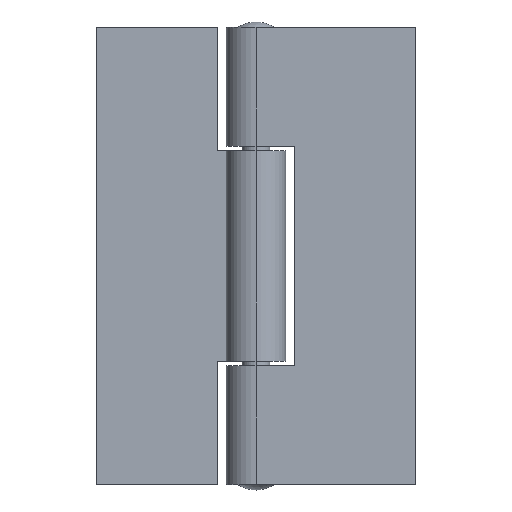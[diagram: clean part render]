
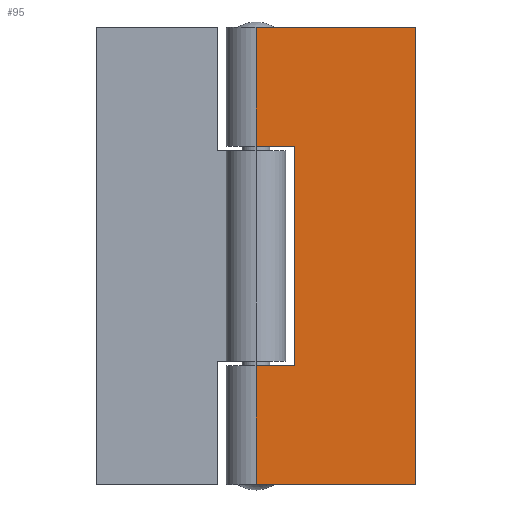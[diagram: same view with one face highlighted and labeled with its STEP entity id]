
A CAD part, top view. The second image highlights one B-rep face of the part: STEP entity #95.
In plain terms, the highlighted planar face has unit normal (0, 0, 1).
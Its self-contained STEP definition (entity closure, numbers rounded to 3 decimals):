
#56 = ORIENTED_EDGE ( 'NONE', *, *, #57, .F. ) ;
#57 = EDGE_CURVE ( 'NONE', #58, #120, #669, .T. ) ;
#58 = VERTEX_POINT ( 'NONE', #665 ) ;
#59 = ORIENTED_EDGE ( 'NONE', *, *, #60, .F. ) ;
#60 = EDGE_CURVE ( 'NONE', #61, #58, #664, .T. ) ;
#61 = VERTEX_POINT ( 'NONE', #660 ) ;
#62 = ORIENTED_EDGE ( 'NONE', *, *, #416, .F. ) ;
#73 = EDGE_CURVE ( 'NONE', #75, #109, #610, .T. ) ;
#75 = VERTEX_POINT ( 'NONE', #637 ) ;
#95 = ADVANCED_FACE ( 'NONE', ( #526 ), #525, .F. ) ;
#96 = EDGE_LOOP ( 'NONE', ( #97, #56, #59, #62, #204, #205, #402, #424 ) ) ;
#97 = ORIENTED_EDGE ( 'NONE', *, *, #122, .T. ) ;
#103 = VERTEX_POINT ( 'NONE', #514 ) ;
#109 = VERTEX_POINT ( 'NONE', #567 ) ;
#120 = VERTEX_POINT ( 'NONE', #541 ) ;
#122 = EDGE_CURVE ( 'NONE', #103, #120, #540, .T. ) ;
#204 = ORIENTED_EDGE ( 'NONE', *, *, #73, .T. ) ;
#205 = ORIENTED_EDGE ( 'NONE', *, *, #401, .T. ) ;
#225 = EDGE_CURVE ( 'NONE', #400, #403, #690, .T. ) ;
#239 = EDGE_CURVE ( 'NONE', #103, #400, #1096, .T. ) ;
#400 = VERTEX_POINT ( 'NONE', #909 ) ;
#401 = EDGE_CURVE ( 'NONE', #109, #403, #900, .T. ) ;
#402 = ORIENTED_EDGE ( 'NONE', *, *, #225, .F. ) ;
#403 = VERTEX_POINT ( 'NONE', #896 ) ;
#416 = EDGE_CURVE ( 'NONE', #75, #61, #1190, .T. ) ;
#424 = ORIENTED_EDGE ( 'NONE', *, *, #239, .F. ) ;
#514 = CARTESIAN_POINT ( 'NONE',  ( 0., 25., 3.25 ) ) ;
#521 = DIRECTION ( 'NONE',  ( -1., 0., 0. ) ) ;
#522 = DIRECTION ( 'NONE',  ( 0., 0., -1. ) ) ;
#523 = CARTESIAN_POINT ( 'NONE',  ( 17.5, 25., 3.25 ) ) ;
#524 = AXIS2_PLACEMENT_3D ( 'NONE', #523, #522, #521 ) ;
#525 = PLANE ( 'NONE',  #524 ) ;
#526 = FACE_OUTER_BOUND ( 'NONE', #96, .T. ) ;
#537 = DIRECTION ( 'NONE',  ( 0., -1., 0. ) ) ;
#538 = VECTOR ( 'NONE', #537, 1000. ) ;
#539 = CARTESIAN_POINT ( 'NONE',  ( 0., 25., 3.25 ) ) ;
#540 = LINE ( 'NONE', #539, #538 ) ;
#541 = CARTESIAN_POINT ( 'NONE',  ( 0., 12., 3.25 ) ) ;
#567 = CARTESIAN_POINT ( 'NONE',  ( 0., -25., 3.25 ) ) ;
#607 = DIRECTION ( 'NONE',  ( 0., -1., 0. ) ) ;
#608 = VECTOR ( 'NONE', #607, 1000. ) ;
#609 = CARTESIAN_POINT ( 'NONE',  ( 0., 25., 3.25 ) ) ;
#610 = LINE ( 'NONE', #609, #608 ) ;
#637 = CARTESIAN_POINT ( 'NONE',  ( 0., -12., 3.25 ) ) ;
#660 = CARTESIAN_POINT ( 'NONE',  ( 4.25, -12., 3.25 ) ) ;
#661 = DIRECTION ( 'NONE',  ( 0., 1., 0. ) ) ;
#662 = VECTOR ( 'NONE', #661, 1000. ) ;
#663 = CARTESIAN_POINT ( 'NONE',  ( 4.25, 12., 3.25 ) ) ;
#664 = LINE ( 'NONE', #663, #662 ) ;
#665 = CARTESIAN_POINT ( 'NONE',  ( 4.25, 12., 3.25 ) ) ;
#666 = DIRECTION ( 'NONE',  ( -1., 0., 0. ) ) ;
#667 = VECTOR ( 'NONE', #666, 1000. ) ;
#668 = CARTESIAN_POINT ( 'NONE',  ( -3.25, 12., 3.25 ) ) ;
#669 = LINE ( 'NONE', #668, #667 ) ;
#689 = CARTESIAN_POINT ( 'NONE',  ( 17.5, 25., 3.25 ) ) ;
#690 = LINE ( 'NONE', #689, #830 ) ;
#825 = DIRECTION ( 'NONE',  ( 0., -1., 0. ) ) ;
#830 = VECTOR ( 'NONE', #825, 1000. ) ;
#896 = CARTESIAN_POINT ( 'NONE',  ( 17.5, -25., 3.25 ) ) ;
#897 = DIRECTION ( 'NONE',  ( 1., 0., 0. ) ) ;
#898 = VECTOR ( 'NONE', #897, 1000. ) ;
#899 = CARTESIAN_POINT ( 'NONE',  ( 17.5, -25., 3.25 ) ) ;
#900 = LINE ( 'NONE', #899, #898 ) ;
#909 = CARTESIAN_POINT ( 'NONE',  ( 17.5, 25., 3.25 ) ) ;
#1093 = DIRECTION ( 'NONE',  ( 1., 0., 0. ) ) ;
#1094 = VECTOR ( 'NONE', #1093, 1000. ) ;
#1095 = CARTESIAN_POINT ( 'NONE',  ( 17.5, 25., 3.25 ) ) ;
#1096 = LINE ( 'NONE', #1095, #1094 ) ;
#1187 = DIRECTION ( 'NONE',  ( 1., 0., 0. ) ) ;
#1188 = VECTOR ( 'NONE', #1187, 1000. ) ;
#1189 = CARTESIAN_POINT ( 'NONE',  ( -3.25, -12., 3.25 ) ) ;
#1190 = LINE ( 'NONE', #1189, #1188 ) ;
